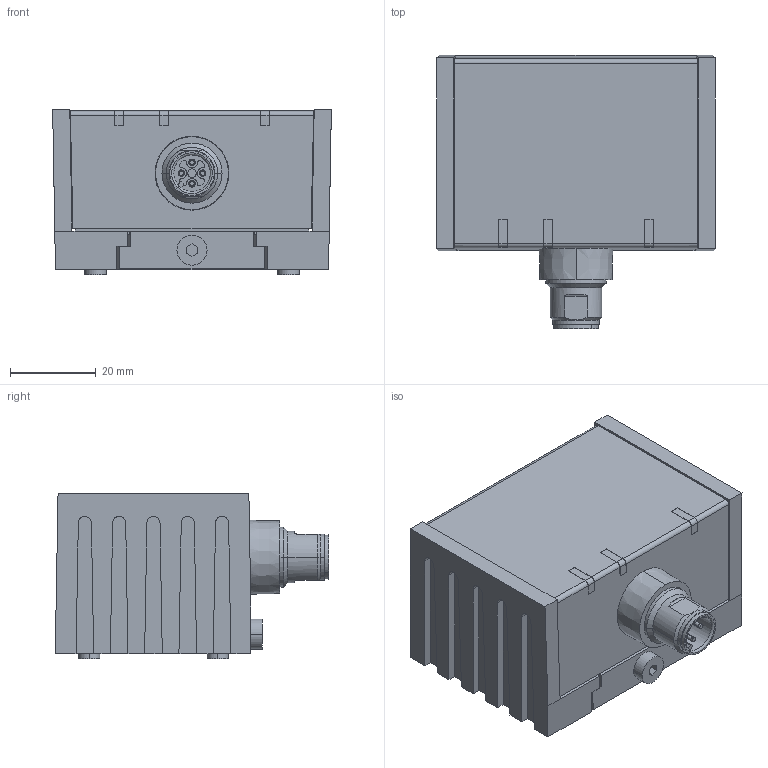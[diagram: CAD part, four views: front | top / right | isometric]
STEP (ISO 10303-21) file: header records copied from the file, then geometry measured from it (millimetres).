
FILE_DESCRIPTION((''),'2;1');
FILE_NAME('DM_CAD-2154_SW0001','2015-08-03T',('Creinig-se'),(''),'PRO/ENGINEER BY PARAMETRIC TECHNOLOGY CORPORATION, 2013050','PRO/ENGINEER BY PARAMETRIC TECHNOLOGY CORPORATION, 2013050','');
FILE_SCHEMA(('CONFIG_CONTROL_DESIGN'));
Length unit declared in the file: millimetre
Products named in the file (1): DM_CAD-2154_SW0001
Bounding box: 65 x 63.79 x 38.49 mm (x, y, z)
Volume: 98633 mm3; surface area: 33123.3 mm2
Topology: 5 solids, 6 shells, 575 faces, 1578 edges, 1025 vertices
Faces by surface type: plane 386, cylinder 113, cone 62, torus 14
Entity records: 21487 total; most frequent: CARTESIAN_POINT 4166, ORIENTED_EDGE 3156, DIRECTION 2976, EDGE_CURVE 1578, VECTOR 1198, LINE 1198, VERTEX_POINT 1025, AXIS2_PLACEMENT_3D 889
